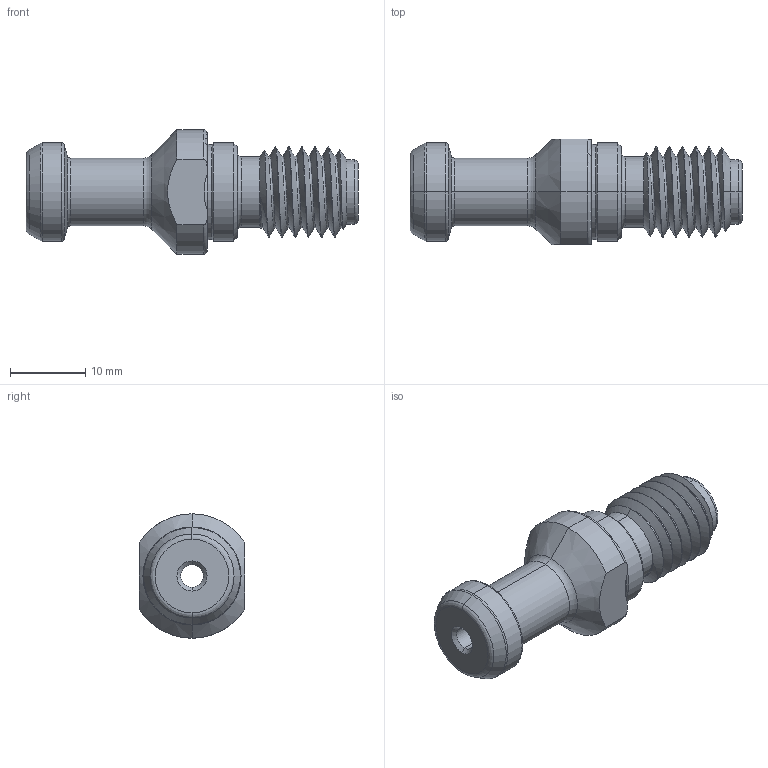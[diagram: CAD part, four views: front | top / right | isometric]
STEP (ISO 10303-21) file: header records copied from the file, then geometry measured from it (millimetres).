
FILE_DESCRIPTION (( 'STEP AP203' ), '1' );
FILE_NAME ('302.20.12.STEP', '2020-04-02T01:18:50', ( 'User' ), ( 'China' ), 'SwSTEP 2.0', 'SolidWorks 2016', '' );
FILE_SCHEMA (( 'CONFIG_CONTROL_DESIGN' ));
Length unit declared in the file: millimetre
Products named in the file (1): 302.20.12
Bounding box: 44 x 14 x 16.5 mm (x, y, z)
Volume: 4120.7 mm3; surface area: 2623.2 mm2
Topology: 1 solids, 1 shells, 80 faces, 186 edges, 110 vertices
Faces by surface type: cylinder 29, cone 21, torus 19, plane 8, bspline 3
Entity records: 5636 total; most frequent: CARTESIAN_POINT 3789, DIRECTION 383, ORIENTED_EDGE 372, EDGE_CURVE 186, AXIS2_PLACEMENT_3D 165, VERTEX_POINT 110, CIRCLE 87, EDGE_LOOP 84
